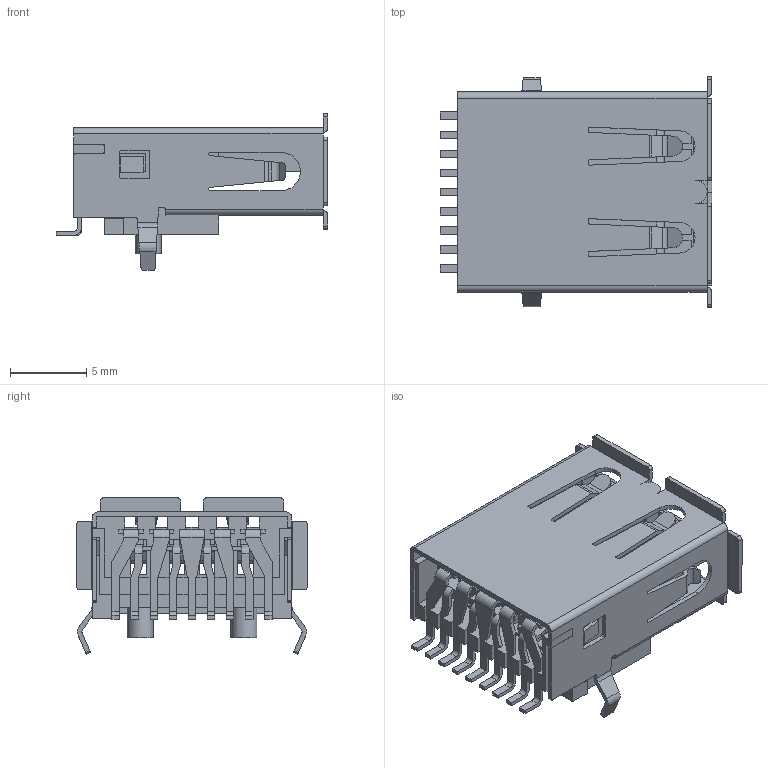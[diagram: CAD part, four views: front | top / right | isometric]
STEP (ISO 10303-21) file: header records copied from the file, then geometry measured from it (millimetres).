
FILE_DESCRIPTION( ( 'Unknown' ), '1' );
FILE_NAME( '692122030100.stp', 'Unknown', ( 'Unknown' ), ( 'Unknown' ), 'PSStep 17.0.49', 'Unknown', ' ' );
FILE_SCHEMA( ( 'AUTOMOTIVE_DESIGN { 1 0 10303 214 1 1 1 1 }' ) );
Length unit declared in the file: millimetre
Products named in the file (10): Assem1; pin1; pin3; pin7; pin2; pin4; pin5; pin6; Shielding; Housing
Assembly tree (11 placements, depth 2):
  Assem1
    pin1
    pin3
    pin7  x2
    pin2
    pin4
    pin5
    pin6  x2
    Shielding
    Housing
Bounding box: 17.8 x 15.1 x 10.23 mm (x, y, z)
Volume: 604.2 mm3; surface area: 2572.9 mm2
Topology: 11 solids, 11 shells, 1011 faces, 2937 edges, 1922 vertices
Faces by surface type: plane 800, cylinder 209, bspline 2
Full cylindrical faces by diameter (mm): 1.7 x2
Entity records: 37323 total; most frequent: CARTESIAN_POINT 5364, ORIENTED_EDGE 5314, DIRECTION 4871, EDGE_CURVE 2657, LINE 2269, VECTOR 2269, VERTEX_POINT 1740, AXIS2_PLACEMENT_3D 1301
